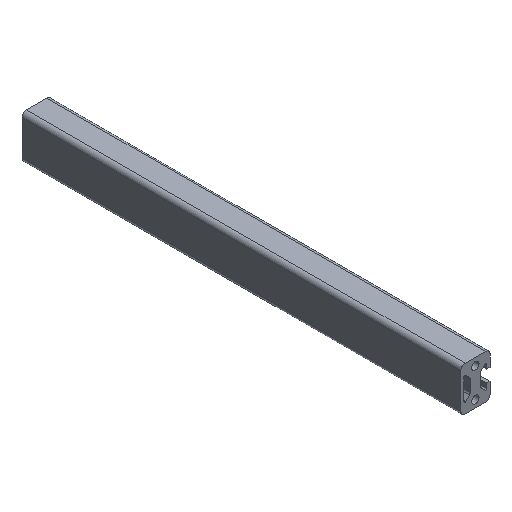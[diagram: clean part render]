
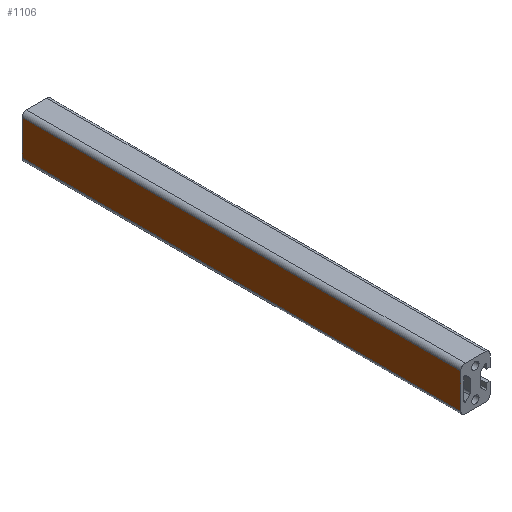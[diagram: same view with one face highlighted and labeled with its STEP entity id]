
A CAD part, isometric view. The second image highlights one B-rep face of the part: STEP entity #1106.
In plain terms, the highlighted face is planar.
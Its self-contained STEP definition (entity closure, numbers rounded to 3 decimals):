
#42 = AXIS2_PLACEMENT_3D ( 'NONE', #258, #255, #256 ) ;
#59 = VECTOR ( 'NONE', #336, 1000. ) ;
#70 = VECTOR ( 'NONE', #949, 1000. ) ;
#82 = VECTOR ( 'NONE', #840, 1000. ) ;
#145 = VECTOR ( 'NONE', #895, 1000. ) ;
#254 = PLANE ( 'NONE',  #42 ) ;
#255 = DIRECTION ( 'NONE',  ( 1., 0., 0. ) ) ;
#256 = DIRECTION ( 'NONE',  ( 0., 0., -1. ) ) ;
#257 = FACE_OUTER_BOUND ( 'NONE', #513, .T. ) ;
#258 = CARTESIAN_POINT ( 'NONE',  ( 10., -12., -300. ) ) ;
#336 = DIRECTION ( 'NONE',  ( 0., 0., 1. ) ) ;
#338 = LINE ( 'NONE', #339, #59 ) ;
#339 = CARTESIAN_POINT ( 'NONE',  ( 10., -12., -300. ) ) ;
#369 = VERTEX_POINT ( 'NONE', #621 ) ;
#383 = VERTEX_POINT ( 'NONE', #635 ) ;
#397 = VERTEX_POINT ( 'NONE', #668 ) ;
#442 = ORIENTED_EDGE ( 'NONE', *, *, #1122, .F. ) ;
#448 = ORIENTED_EDGE ( 'NONE', *, *, #1131, .F. ) ;
#449 = ORIENTED_EDGE ( 'NONE', *, *, #1162, .T. ) ;
#450 = ORIENTED_EDGE ( 'NONE', *, *, #1143, .T. ) ;
#513 = EDGE_LOOP ( 'NONE', ( #448, #442, #450, #449 ) ) ;
#539 = VERTEX_POINT ( 'NONE', #654 ) ;
#621 = CARTESIAN_POINT ( 'NONE',  ( 10., -12., -300. ) ) ;
#635 = CARTESIAN_POINT ( 'NONE',  ( 10., 12., -300. ) ) ;
#654 = CARTESIAN_POINT ( 'NONE',  ( 10., -12., 0. ) ) ;
#668 = CARTESIAN_POINT ( 'NONE',  ( 10., 12., 0. ) ) ;
#828 = LINE ( 'NONE', #829, #82 ) ;
#829 = CARTESIAN_POINT ( 'NONE',  ( 10., -12., -300. ) ) ;
#840 = DIRECTION ( 'NONE',  ( 0., 1., 0. ) ) ;
#889 = CARTESIAN_POINT ( 'NONE',  ( 10., 12., -300. ) ) ;
#892 = LINE ( 'NONE', #889, #145 ) ;
#895 = DIRECTION ( 'NONE',  ( 0., 0., 1. ) ) ;
#948 = LINE ( 'NONE', #954, #70 ) ;
#949 = DIRECTION ( 'NONE',  ( 0., 1., 0. ) ) ;
#954 = CARTESIAN_POINT ( 'NONE',  ( 10., -12., 0. ) ) ;
#1106 = ADVANCED_FACE ( 'NONE', ( #257 ), #254, .T. ) ;
#1122 = EDGE_CURVE ( 'NONE', #369, #539, #338, .T. ) ;
#1131 = EDGE_CURVE ( 'NONE', #539, #397, #948, .T. ) ;
#1143 = EDGE_CURVE ( 'NONE', #369, #383, #828, .T. ) ;
#1162 = EDGE_CURVE ( 'NONE', #383, #397, #892, .T. ) ;
